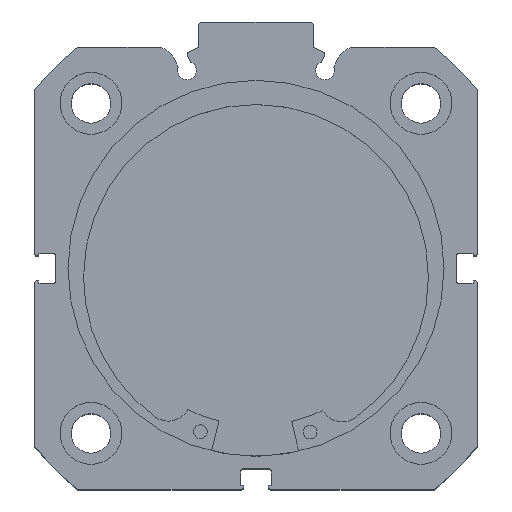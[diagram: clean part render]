
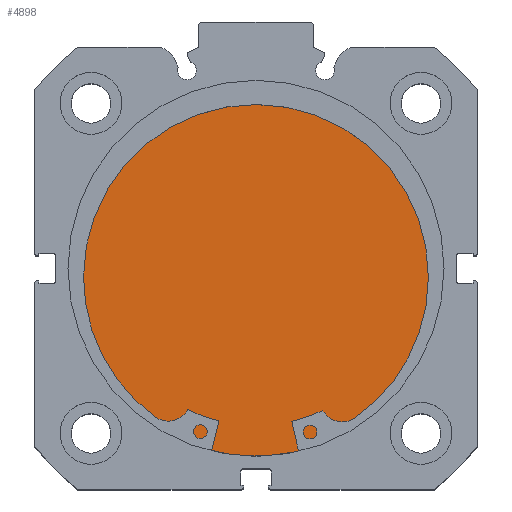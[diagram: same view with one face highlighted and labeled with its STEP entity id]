
A CAD part, top view. The second image highlights one B-rep face of the part: STEP entity #4898.
In plain terms, the highlighted face is planar.
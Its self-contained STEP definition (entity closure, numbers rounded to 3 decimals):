
#107 = ORIENTED_EDGE ( 'NONE', *, *, #6579, .F. ) ;
#108 = ORIENTED_EDGE ( 'NONE', *, *, #6570, .F. ) ;
#566 = DIRECTION ( 'NONE',  ( 0., 0., 1. ) ) ;
#568 = DIRECTION ( 'NONE',  ( -1., 0., 0. ) ) ;
#573 = CARTESIAN_POINT ( 'NONE',  ( 12., 0., 0. ) ) ;
#668 = DIRECTION ( 'NONE',  ( 0., 0., 1. ) ) ;
#671 = DIRECTION ( 'NONE',  ( -1., 0., 0. ) ) ;
#721 = CARTESIAN_POINT ( 'NONE',  ( 12., 0., 0. ) ) ;
#956 = FACE_OUTER_BOUND ( 'NONE', #4058, .T. ) ;
#1318 = CIRCLE ( 'NONE', #2356, 41. ) ;
#1330 = CIRCLE ( 'NONE', #2382, 41. ) ;
#2356 = AXIS2_PLACEMENT_3D ( 'NONE', #721, #671, #668 ) ;
#2382 = AXIS2_PLACEMENT_3D ( 'NONE', #573, #568, #566 ) ;
#2418 = AXIS2_PLACEMENT_3D ( 'NONE', #2691, #2688, #2687 ) ;
#2687 = DIRECTION ( 'NONE',  ( 0., 0., 1. ) ) ;
#2688 = DIRECTION ( 'NONE',  ( -1., 0., 0. ) ) ;
#2690 = PLANE ( 'NONE',  #2418 ) ;
#2691 = CARTESIAN_POINT ( 'NONE',  ( 12., 41., 0. ) ) ;
#3275 = VERTEX_POINT ( 'NONE', #3438 ) ;
#3278 = VERTEX_POINT ( 'NONE', #3467 ) ;
#3438 = CARTESIAN_POINT ( 'NONE',  ( 12., 0., -41. ) ) ;
#3467 = CARTESIAN_POINT ( 'NONE',  ( 12., 0., 41. ) ) ;
#4058 = EDGE_LOOP ( 'NONE', ( #108, #107 ) ) ;
#4898 = ADVANCED_FACE ( 'NONE', ( #956 ), #2690, .F. ) ;
#6570 = EDGE_CURVE ( 'NONE', #3278, #3275, #1318, .T. ) ;
#6579 = EDGE_CURVE ( 'NONE', #3275, #3278, #1330, .T. ) ;
